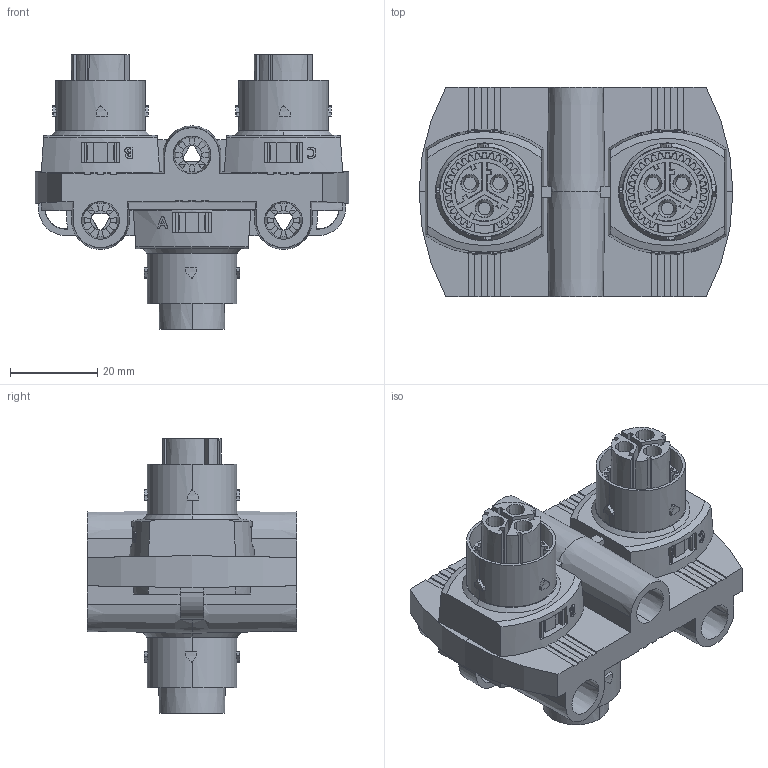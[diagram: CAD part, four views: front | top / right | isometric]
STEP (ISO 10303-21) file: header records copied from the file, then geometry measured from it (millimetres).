
FILE_DESCRIPTION(('Creo Elements/Direct Modeling STEP Export'),'2;1');
FILE_NAME('model.stp','2023-10-25T12:07:38',(''),(''),'Creo Elements/Direct Modeling STEP processor for AP214 (Solid Model)','Creo Elements/Direct Modeling 20.1D 10-Oct-2020 (C) Parametric Technology GmbH','');
FILE_SCHEMA(('AUTOMOTIVE_DESIGN { 1 0 10303 214 1 1 1 1 }'));
Length unit declared in the file: millimetre
Products named in the file (2): IPD_Y_3P2.5_GY-select
Assembly tree (1 placements, depth 2):
  IPD_Y_3P2.5_GY-select
    IPD_Y_3P2.5_GY-select
Bounding box: 72 x 48 x 63 mm (x, y, z)
Volume: 60175.2 mm3; surface area: 32438.7 mm2
Topology: 1 solids, 1 shells, 1334 faces, 3770 edges, 2521 vertices
Faces by surface type: plane 927, cone 236, cylinder 109, extrusion 58, bspline 4
Entity records: 49524 total; most frequent: CARTESIAN_POINT 13914, ORIENTED_EDGE 7540, DIRECTION 6480, EDGE_CURVE 3770, VERTEX_POINT 2521, VECTOR 2220, LINE 2162, AXIS2_PLACEMENT_3D 2130
